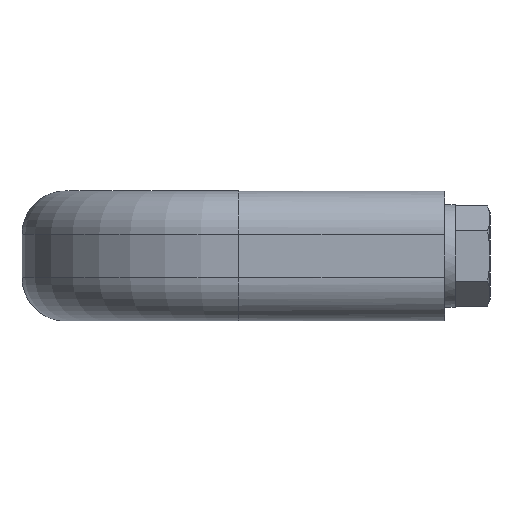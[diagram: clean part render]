
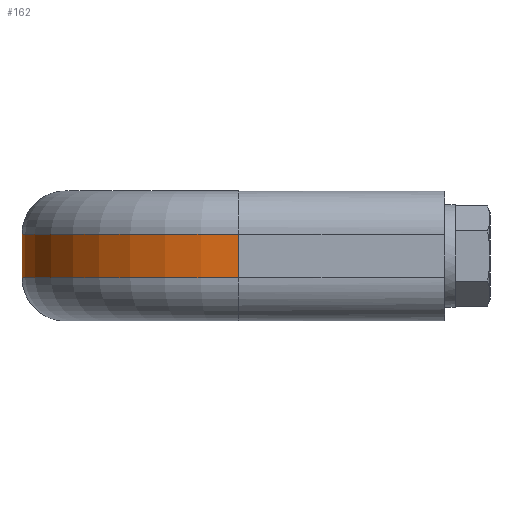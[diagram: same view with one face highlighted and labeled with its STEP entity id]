
A CAD part, left-side view. The second image highlights one B-rep face of the part: STEP entity #162.
In plain terms, the highlighted cylindrical face has radius 20 mm (diameter 40 mm), a partial arc.
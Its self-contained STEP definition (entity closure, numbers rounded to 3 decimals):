
#162 = ADVANCED_FACE( '', ( #366 ), #367, .T. );
#366 = FACE_OUTER_BOUND( '', #617, .T. );
#367 = CYLINDRICAL_SURFACE( '', #618, 20. );
#617 = EDGE_LOOP( '', ( #1013, #1014, #1015, #1016 ) );
#618 = AXIS2_PLACEMENT_3D( '', #1017, #1018, #1019 );
#1013 = ORIENTED_EDGE( '', *, *, #1460, .T. );
#1014 = ORIENTED_EDGE( '', *, *, #1461, .F. );
#1015 = ORIENTED_EDGE( '', *, *, #1462, .F. );
#1016 = ORIENTED_EDGE( '', *, *, #1345, .T. );
#1017 = CARTESIAN_POINT( '', ( 16., 19., -6. ) );
#1018 = DIRECTION( '', ( 0., 0., 1. ) );
#1019 = DIRECTION( '', ( -1., 0., 0. ) );
#1345 = EDGE_CURVE( '', #1571, #1569, #1572, .T. );
#1460 = EDGE_CURVE( '', #1569, #1745, #1746, .T. );
#1461 = EDGE_CURVE( '', #1542, #1745, #1747, .T. );
#1462 = EDGE_CURVE( '', #1571, #1542, #1748, .T. );
#1542 = VERTEX_POINT( '', #1836 );
#1569 = VERTEX_POINT( '', #1875 );
#1571 = VERTEX_POINT( '', #1878 );
#1572 = LINE( '', #1879, #1880 );
#1745 = VERTEX_POINT( '', #2124 );
#1746 = CIRCLE( '', #2125, 20. );
#1747 = LINE( '', #2126, #2127 );
#1748 = CIRCLE( '', #2128, 20. );
#1836 = CARTESIAN_POINT( '', ( 16., 39., -2. ) );
#1875 = CARTESIAN_POINT( '', ( -4., 19., 2. ) );
#1878 = CARTESIAN_POINT( '', ( -4., 19., -2. ) );
#1879 = CARTESIAN_POINT( '', ( -4., 19., -2. ) );
#1880 = VECTOR( '', #2275, 1000. );
#2124 = CARTESIAN_POINT( '', ( 16., 39., 2. ) );
#2125 = AXIS2_PLACEMENT_3D( '', #2436, #2437, #2438 );
#2126 = CARTESIAN_POINT( '', ( 16., 39., -2. ) );
#2127 = VECTOR( '', #2439, 1000. );
#2128 = AXIS2_PLACEMENT_3D( '', #2440, #2441, #2442 );
#2275 = DIRECTION( '', ( 0., 0., 1. ) );
#2436 = CARTESIAN_POINT( '', ( 16., 19., 2. ) );
#2437 = DIRECTION( '', ( 0., 0., -1. ) );
#2438 = DIRECTION( '', ( -1., 0., 0. ) );
#2439 = DIRECTION( '', ( 0., 0., 1. ) );
#2440 = CARTESIAN_POINT( '', ( 16., 19., -2. ) );
#2441 = DIRECTION( '', ( 0., 0., -1. ) );
#2442 = DIRECTION( '', ( -1., 0., 0. ) );
